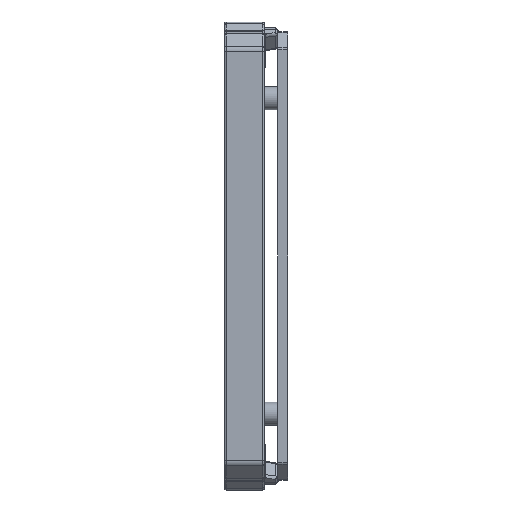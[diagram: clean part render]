
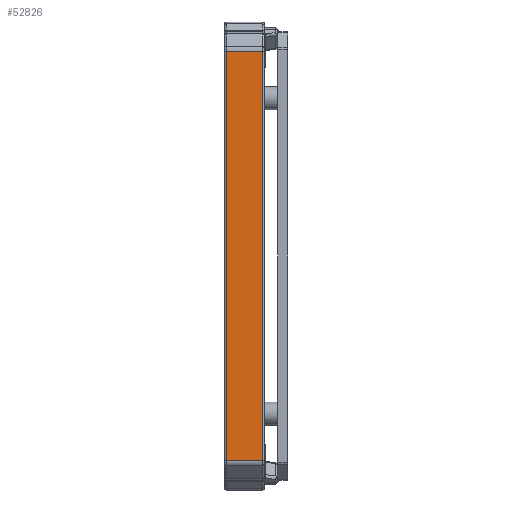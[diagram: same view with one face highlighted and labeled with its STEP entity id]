
A CAD part, front view. The second image highlights one B-rep face of the part: STEP entity #52826.
In plain terms, the highlighted planar face has unit normal (0, -1, 0).
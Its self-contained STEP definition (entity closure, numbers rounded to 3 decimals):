
#331 = VECTOR ( 'NONE', #34651, 1000. ) ;
#2500 = CARTESIAN_POINT ( 'NONE',  ( -14.907, 1.461, 22.496 ) ) ;
#4263 = EDGE_LOOP ( 'NONE', ( #23284, #21750, #17996, #32494 ) ) ;
#7181 = VERTEX_POINT ( 'NONE', #18953 ) ;
#7424 = DIRECTION ( 'NONE',  ( 0., 0., 1. ) ) ;
#7781 = EDGE_CURVE ( 'NONE', #7181, #34915, #30879, .T. ) ;
#11411 = CARTESIAN_POINT ( 'NONE',  ( -26.407, 1.461, 16.667 ) ) ;
#12114 = EDGE_CURVE ( 'NONE', #25713, #7181, #26545, .T. ) ;
#13823 = CARTESIAN_POINT ( 'NONE',  ( -26.407, 1.461, -106.676 ) ) ;
#17048 = LINE ( 'NONE', #34572, #43237 ) ;
#17996 = ORIENTED_EDGE ( 'NONE', *, *, #12114, .F. ) ;
#18953 = CARTESIAN_POINT ( 'NONE',  ( -15.407, 1.461, -106.676 ) ) ;
#20726 = CARTESIAN_POINT ( 'NONE',  ( -14.907, 1.461, -106.676 ) ) ;
#21415 = FACE_OUTER_BOUND ( 'NONE', #4263, .T. ) ;
#21750 = ORIENTED_EDGE ( 'NONE', *, *, #7781, .F. ) ;
#22510 = CARTESIAN_POINT ( 'NONE',  ( -14.907, 1.461, 16.667 ) ) ;
#23284 = ORIENTED_EDGE ( 'NONE', *, *, #60163, .F. ) ;
#24356 = EDGE_CURVE ( 'NONE', #29742, #25713, #35188, .T. ) ;
#25494 = DIRECTION ( 'NONE',  ( -1., 0., 0. ) ) ;
#25713 = VERTEX_POINT ( 'NONE', #40198 ) ;
#26545 = LINE ( 'NONE', #55115, #331 ) ;
#29742 = VERTEX_POINT ( 'NONE', #11411 ) ;
#30879 = LINE ( 'NONE', #20726, #57036 ) ;
#32163 = DIRECTION ( 'NONE',  ( 1., 0., 0. ) ) ;
#32494 = ORIENTED_EDGE ( 'NONE', *, *, #24356, .F. ) ;
#34572 = CARTESIAN_POINT ( 'NONE',  ( -26.407, 1.461, -106.753 ) ) ;
#34651 = DIRECTION ( 'NONE',  ( 0., 0., -1. ) ) ;
#34915 = VERTEX_POINT ( 'NONE', #13823 ) ;
#35188 = LINE ( 'NONE', #22510, #59798 ) ;
#36833 = AXIS2_PLACEMENT_3D ( 'NONE', #2500, #36897, #7424 ) ;
#36897 = DIRECTION ( 'NONE',  ( 0., 1., 0. ) ) ;
#40198 = CARTESIAN_POINT ( 'NONE',  ( -15.407, 1.461, 16.667 ) ) ;
#43237 = VECTOR ( 'NONE', #53958, 1000. ) ;
#46606 = PLANE ( 'NONE',  #36833 ) ;
#52826 = ADVANCED_FACE ( 'NONE', ( #21415 ), #46606, .F. ) ;
#53958 = DIRECTION ( 'NONE',  ( 0., 0., 1. ) ) ;
#55115 = CARTESIAN_POINT ( 'NONE',  ( -15.407, 1.461, 22.496 ) ) ;
#57036 = VECTOR ( 'NONE', #25494, 1000. ) ;
#59798 = VECTOR ( 'NONE', #32163, 1000. ) ;
#60163 = EDGE_CURVE ( 'NONE', #34915, #29742, #17048, .T. ) ;
